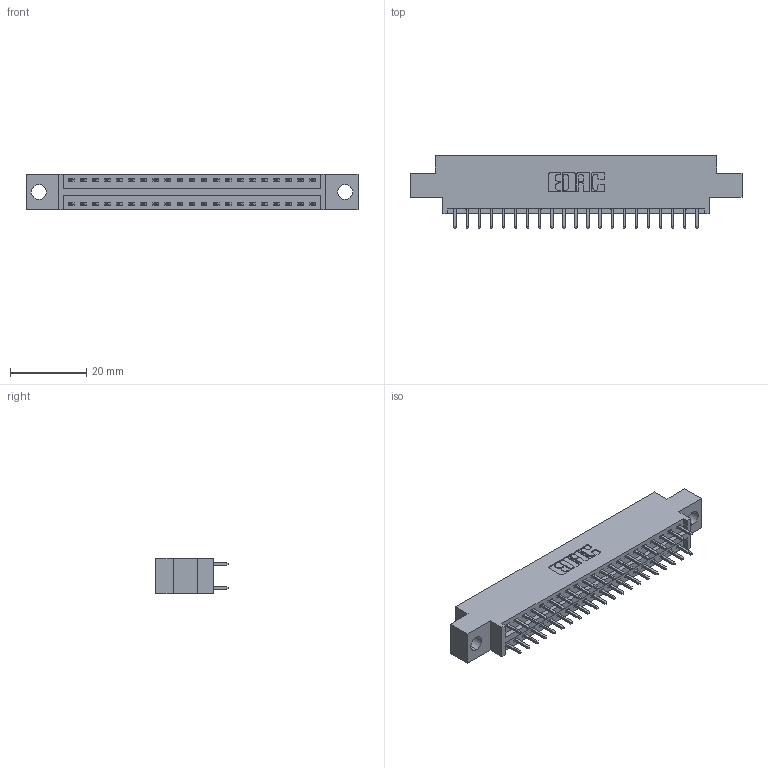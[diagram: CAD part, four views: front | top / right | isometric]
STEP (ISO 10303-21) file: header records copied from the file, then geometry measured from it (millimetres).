
FILE_DESCRIPTION (( 'STEP AP203' ), '1' );
FILE_NAME ('346-042-521-804.STEP', '2022-05-20T03:54:59', ( '' ), ( '' ), 'SwSTEP 2.0', 'SolidWorks 2020', '' );
FILE_SCHEMA (( 'CONFIG_CONTROL_DESIGN' ));
Length unit declared in the file: inch
Products named in the file (3): 346 Part_0.170 Offset - 0.156 Dia-TH; 346-042-521-804; 345-292-001_345-293-121
Assembly tree (43 placements, depth 2):
  346-042-521-804
    346 Part_0.170 Offset - 0.156 Dia-TH
    345-292-001_345-293-121  x42
Bounding box: 87.25 x 19.05 x 9.4 mm (x, y, z)
Volume: 8067.1 mm3; surface area: 10670.7 mm2
Topology: 43 solids, 43 shells, 2324 faces, 6887 edges, 4534 vertices
Faces by surface type: plane 1564, cylinder 760
Entity records: 17101 total; most frequent: CARTESIAN_POINT 2854, ORIENTED_EDGE 2786, DIRECTION 2565, EDGE_CURVE 1393, VECTOR 1177, LINE 1177, VERTEX_POINT 926, AXIS2_PLACEMENT_3D 694
